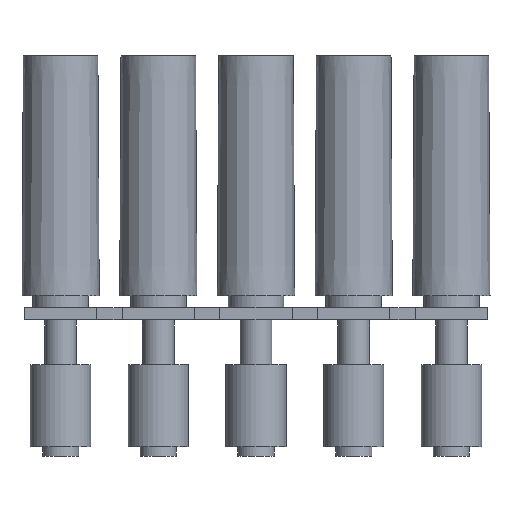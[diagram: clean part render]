
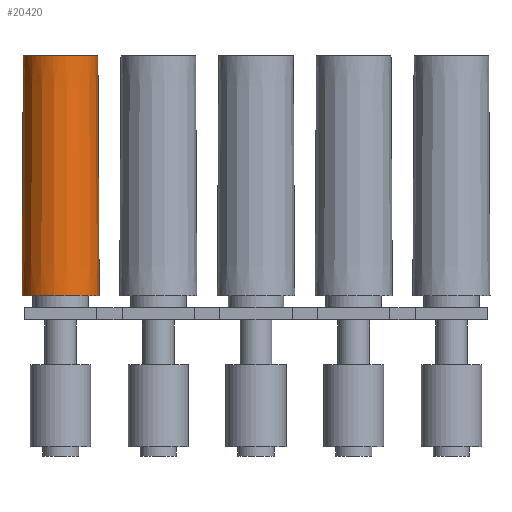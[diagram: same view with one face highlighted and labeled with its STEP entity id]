
A CAD part, front view. The second image highlights one B-rep face of the part: STEP entity #20420.
In plain terms, the highlighted conical face has half-angle 0.311 degrees and reference radius 3.1 mm.
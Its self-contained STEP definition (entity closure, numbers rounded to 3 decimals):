
#18730=CARTESIAN_POINT('',(21.94,25.5,-10.01));
#18740=DIRECTION('',(0.,-1.,0.));
#18750=DIRECTION('',(-1.,0.,0.));
#18760=AXIS2_PLACEMENT_3D('',#18730,#18740,#18750);
#18770=CIRCLE('',#18760,3.092);
#18780=CARTESIAN_POINT('',(24.94,25.5,-9.262));
#18790=VERTEX_POINT('',#18780);
#18800=CARTESIAN_POINT('',(18.848,25.5,-10.01));
#18810=VERTEX_POINT('',#18800);
#18820=EDGE_CURVE('',#18790,#18810,#18770,.T.);
#18840=CARTESIAN_POINT('',(25.032,25.5,-10.01));
#18850=VERTEX_POINT('',#18840);
#18880=EDGE_CURVE('',#18850,#18790,#18770,.T.);
#19970=CARTESIAN_POINT('',(21.94,5.6,
-10.01));
#19980=DIRECTION('',(0.,-1.,0.));
#19990=DIRECTION('',(-1.,0.,0.));
#20000=AXIS2_PLACEMENT_3D('',#19970,#19980,#19990);
#20010=CIRCLE('',#20000,3.2);
#20020=CARTESIAN_POINT('',(18.74,5.6,
-10.01));
#20030=VERTEX_POINT('',#20020);
#20040=CARTESIAN_POINT('',(25.14,5.6,
-10.01));
#20050=VERTEX_POINT('',#20040);
#20080=EDGE_CURVE('',#20050,#20030,#20010,.T.);
#20200=CARTESIAN_POINT('',(21.94,24.,-10.01));
#20210=DIRECTION('',(0.,-1.,0.));
#20220=DIRECTION('',(-1.,0.,0.));
#20230=AXIS2_PLACEMENT_3D('',#20200,#20210,#20220);
#20240=CONICAL_SURFACE('',#20230,3.1,0.005);
#20250=CARTESIAN_POINT('',(18.84,24.,-10.01));
#20260=DIRECTION('',(-0.005,-1.,0.));
#20270=VECTOR('',#20260,570.408);
#20280=LINE('',#20250,#20270);
#20290=EDGE_CURVE('',#18810,#20030,#20280,.T.);
#20300=ORIENTED_EDGE('',*,*,#20290,.T.);
#20310=ORIENTED_EDGE('',*,*,#18820,.T.);
#20320=ORIENTED_EDGE('',*,*,#18880,.T.);
#20330=CARTESIAN_POINT('',(25.04,24.,-10.01));
#20340=DIRECTION('',(0.005,-1.,0.));
#20350=VECTOR('',#20340,570.408);
#20360=LINE('',#20330,#20350);
#20370=EDGE_CURVE('',#18850,#20050,#20360,.T.);
#20380=ORIENTED_EDGE('',*,*,#20370,.F.);
#20390=ORIENTED_EDGE('',*,*,#20080,.F.);
#20400=EDGE_LOOP('',(#20390,#20380,#20320,#20310,#20300));
#20410=FACE_OUTER_BOUND('',#20400,.T.);
#20420=ADVANCED_FACE('',(#20410),#20240,.T.);
